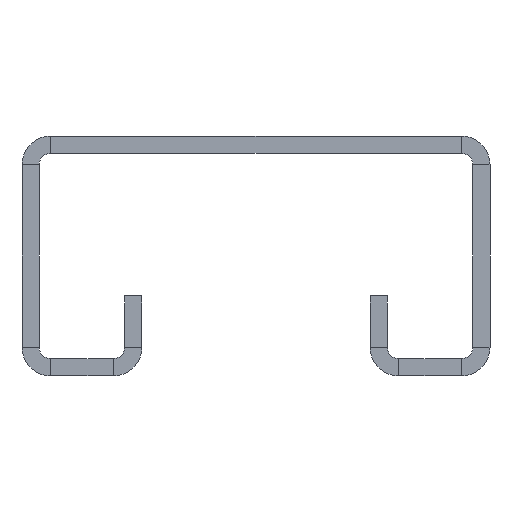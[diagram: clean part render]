
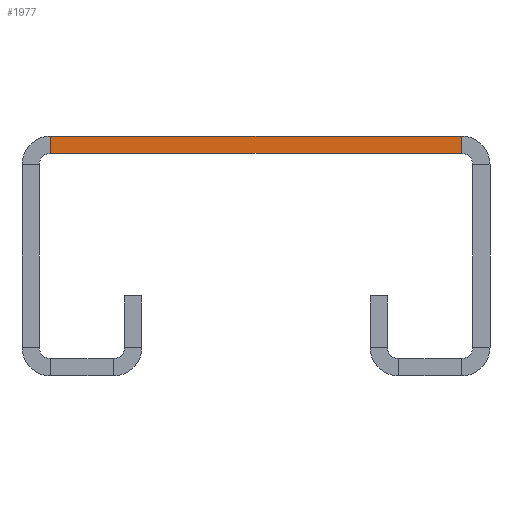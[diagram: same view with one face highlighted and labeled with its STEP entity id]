
A CAD part, front view. The second image highlights one B-rep face of the part: STEP entity #1977.
In plain terms, the highlighted planar face has unit normal (0, -1, 0).
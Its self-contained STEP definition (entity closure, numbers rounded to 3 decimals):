
#433=DIRECTION('',(0.,0.,-1.));
#434=VECTOR('',#433,1.5);
#435=CARTESIAN_POINT('',(18.,-350.,10.5));
#436=LINE('',#435,#434);
#437=DIRECTION('',(1.,0.,0.));
#438=VECTOR('',#437,36.);
#439=CARTESIAN_POINT('',(-18.,-350.,9.));
#440=LINE('',#439,#438);
#441=DIRECTION('',(1.,0.,0.));
#442=VECTOR('',#441,36.);
#443=CARTESIAN_POINT('',(-18.,-350.,10.5));
#444=LINE('',#443,#442);
#765=DIRECTION('',(0.,0.,-1.));
#766=VECTOR('',#765,1.5);
#767=CARTESIAN_POINT('',(-18.,-350.,10.5));
#768=LINE('',#767,#766);
#1218=CARTESIAN_POINT('',(18.,-350.,10.5));
#1220=VERTEX_POINT('',#1218);
#1230=CARTESIAN_POINT('',(-18.,-350.,10.5));
#1232=VERTEX_POINT('',#1230);
#1266=CARTESIAN_POINT('',(18.,-350.,9.));
#1268=VERTEX_POINT('',#1266);
#1278=CARTESIAN_POINT('',(-18.,-350.,9.));
#1280=VERTEX_POINT('',#1278);
#1963=CARTESIAN_POINT('',(0.,-350.,9.75));
#1964=DIRECTION('',(0.,-1.,0.));
#1965=DIRECTION('',(1.,0.,0.));
#1966=AXIS2_PLACEMENT_3D('',#1963,#1964,#1965);
#1967=PLANE('',#1966);
#1969=ORIENTED_EDGE('',*,*,#1968,.T.);
#1971=ORIENTED_EDGE('',*,*,#1970,.F.);
#1973=ORIENTED_EDGE('',*,*,#1972,.F.);
#1974=ORIENTED_EDGE('',*,*,#1814,.T.);
#1975=EDGE_LOOP('',(#1969,#1971,#1973,#1974));
#1976=FACE_OUTER_BOUND('',#1975,.F.);
#1977=ADVANCED_FACE('',(#1976),#1967,.T.);
#1814=EDGE_CURVE('',#1232,#1220,#444,.T.);
#1968=EDGE_CURVE('',#1220,#1268,#436,.T.);
#1970=EDGE_CURVE('',#1280,#1268,#440,.T.);
#1972=EDGE_CURVE('',#1232,#1280,#768,.T.);
